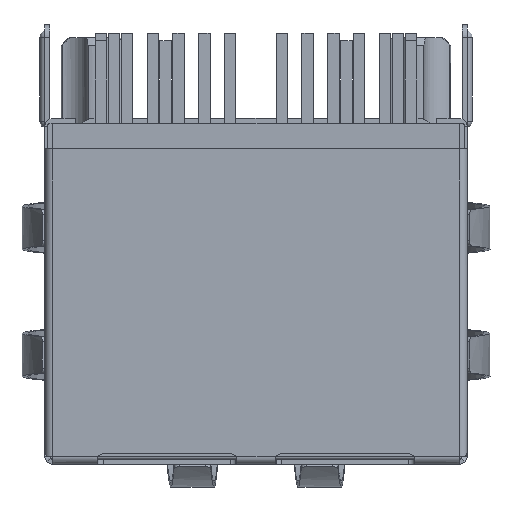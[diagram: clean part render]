
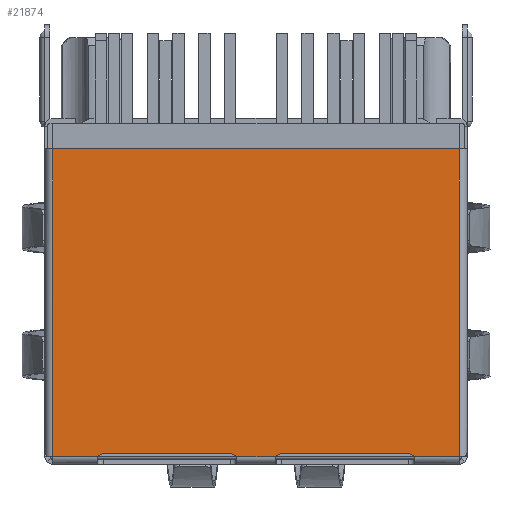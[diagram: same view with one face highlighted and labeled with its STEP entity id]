
A CAD part, left-side view. The second image highlights one B-rep face of the part: STEP entity #21874.
In plain terms, the highlighted planar face has unit normal (-1, 0, 0).
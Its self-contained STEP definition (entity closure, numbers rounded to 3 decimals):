
#1048=CIRCLE('',#23022,0.25);
#1053=CIRCLE('',#23029,0.25);
#1054=CIRCLE('',#23030,0.25);
#1055=CIRCLE('',#23031,0.25);
#3727=ORIENTED_EDGE('',*,*,#7327,.F.);
#3728=ORIENTED_EDGE('',*,*,#7323,.F.);
#3729=ORIENTED_EDGE('',*,*,#7334,.F.);
#3730=ORIENTED_EDGE('',*,*,#7335,.T.);
#3731=ORIENTED_EDGE('',*,*,#7336,.T.);
#3732=ORIENTED_EDGE('',*,*,#7313,.T.);
#3733=ORIENTED_EDGE('',*,*,#7337,.T.);
#3734=ORIENTED_EDGE('',*,*,#7338,.T.);
#3735=ORIENTED_EDGE('',*,*,#7302,.F.);
#3736=ORIENTED_EDGE('',*,*,#7320,.F.);
#3737=ORIENTED_EDGE('',*,*,#7309,.T.);
#3738=ORIENTED_EDGE('',*,*,#7258,.T.);
#7258=EDGE_CURVE('',#9179,#9181,#10594,.T.);
#7302=EDGE_CURVE('',#9216,#9217,#10635,.T.);
#7309=EDGE_CURVE('',#9220,#9179,#10637,.T.);
#7313=EDGE_CURVE('',#9221,#9224,#10641,.T.);
#7320=EDGE_CURVE('',#9220,#9216,#10645,.T.);
#7323=EDGE_CURVE('',#9228,#9229,#10647,.T.);
#7327=EDGE_CURVE('',#9229,#9181,#1048,.T.);
#7334=EDGE_CURVE('',#9235,#9228,#1053,.T.);
#7335=EDGE_CURVE('',#9235,#9236,#10653,.T.);
#7336=EDGE_CURVE('',#9236,#9221,#1054,.F.);
#7337=EDGE_CURVE('',#9224,#9237,#1055,.F.);
#7338=EDGE_CURVE('',#9237,#9217,#10654,.T.);
#9179=VERTEX_POINT('',#31490);
#9181=VERTEX_POINT('',#31528);
#9216=VERTEX_POINT('',#31637);
#9217=VERTEX_POINT('',#31639);
#9220=VERTEX_POINT('',#31662);
#9221=VERTEX_POINT('',#31667);
#9224=VERTEX_POINT('',#31672);
#9228=VERTEX_POINT('',#31693);
#9229=VERTEX_POINT('',#31694);
#9235=VERTEX_POINT('',#31714);
#9236=VERTEX_POINT('',#31716);
#9237=VERTEX_POINT('',#31719);
#10594=LINE('',#31535,#12077);
#10635=LINE('',#31638,#12118);
#10637=LINE('',#31664,#12120);
#10641=LINE('',#31673,#12124);
#10645=LINE('',#31686,#12128);
#10647=LINE('',#31692,#12130);
#10653=LINE('',#31715,#12136);
#10654=LINE('',#31720,#12137);
#12077=VECTOR('',#25854,1000.);
#12118=VECTOR('',#25917,1000.);
#12120=VECTOR('',#25927,1000.);
#12124=VECTOR('',#25933,1000.);
#12128=VECTOR('',#25949,1000.);
#12130=VECTOR('',#25959,1000.);
#12136=VECTOR('',#25983,1000.);
#12137=VECTOR('',#25988,1000.);
#13091=EDGE_LOOP('',(#3727,#3728,#3729,#3730,#3731,#3732,#3733,#3734,#3735,
#3736,#3737,#3738));
#14090=FACE_BOUND('',#13091,.T.);
#14866=PLANE('',#23028);
#21874=ADVANCED_FACE('',(#14090),#14866,.T.);
#23022=AXIS2_PLACEMENT_3D('',#31701,#25965,#25966);
#23028=AXIS2_PLACEMENT_3D('',#31712,#25979,#25980);
#23029=AXIS2_PLACEMENT_3D('',#31713,#25981,#25982);
#23030=AXIS2_PLACEMENT_3D('',#31717,#25984,#25985);
#23031=AXIS2_PLACEMENT_3D('',#31718,#25986,#25987);
#25854=DIRECTION('',(0.,-1.,0.));
#25917=DIRECTION('',(0.,0.,-1.));
#25927=DIRECTION('',(0.,0.,-1.));
#25933=DIRECTION('',(0.,-1.,0.));
#25949=DIRECTION('',(0.,-1.,0.));
#25959=DIRECTION('',(0.,1.,0.));
#25965=DIRECTION('',(-1.,0.,0.));
#25966=DIRECTION('',(0.,0.,1.));
#25979=DIRECTION('',(-1.,0.,0.));
#25980=DIRECTION('',(0.,0.,1.));
#25981=DIRECTION('',(-1.,0.,0.));
#25982=DIRECTION('',(0.,0.,1.));
#25983=DIRECTION('',(0.,-1.,0.));
#25984=DIRECTION('',(-1.,0.,0.));
#25985=DIRECTION('',(0.,0.,1.));
#25986=DIRECTION('',(-1.,0.,0.));
#25987=DIRECTION('',(0.,0.,1.));
#25988=DIRECTION('',(0.,-1.,0.));
#31490=CARTESIAN_POINT('',(-16.4,8.,-6.5));
#31528=CARTESIAN_POINT('',(-16.4,6.213,-6.5));
#31535=CARTESIAN_POINT('',(-16.4,8.,-6.5));
#31637=CARTESIAN_POINT('',(-16.4,-8.,5.6));
#31638=CARTESIAN_POINT('',(-16.4,-8.,5.6));
#31639=CARTESIAN_POINT('',(-16.4,-8.,-6.5));
#31662=CARTESIAN_POINT('',(-16.4,8.,5.6));
#31664=CARTESIAN_POINT('',(-16.4,8.,5.6));
#31667=CARTESIAN_POINT('',(-16.4,-1.,-6.38));
#31672=CARTESIAN_POINT('',(-16.4,-6.,-6.38));
#31673=CARTESIAN_POINT('',(-16.4,8.,-6.38));
#31686=CARTESIAN_POINT('',(-16.4,8.,5.6));
#31692=CARTESIAN_POINT('',(-16.4,8.,-6.38));
#31693=CARTESIAN_POINT('',(-16.4,1.,-6.38));
#31694=CARTESIAN_POINT('',(-16.4,6.,-6.38));
#31701=CARTESIAN_POINT('',(-16.4,6.,-6.63));
#31712=CARTESIAN_POINT('',(-16.4,8.,5.6));
#31713=CARTESIAN_POINT('',(-16.4,1.,-6.63));
#31714=CARTESIAN_POINT('',(-16.4,0.787,-6.5));
#31715=CARTESIAN_POINT('',(-16.4,8.,-6.5));
#31716=CARTESIAN_POINT('',(-16.4,-0.787,-6.5));
#31717=CARTESIAN_POINT('',(-16.4,-1.,-6.63));
#31718=CARTESIAN_POINT('',(-16.4,-6.,-6.63));
#31719=CARTESIAN_POINT('',(-16.4,-6.213,-6.5));
#31720=CARTESIAN_POINT('',(-16.4,8.,-6.5));
